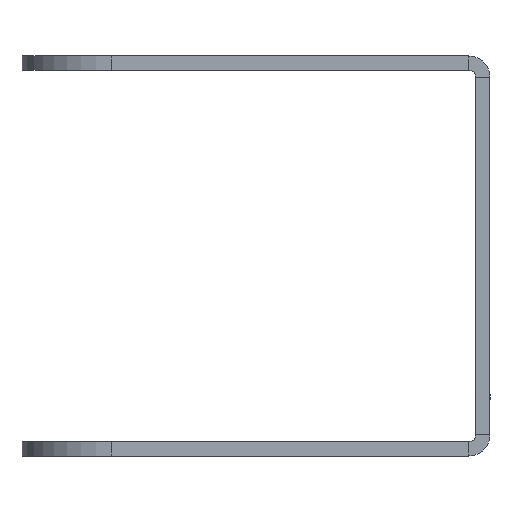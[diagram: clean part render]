
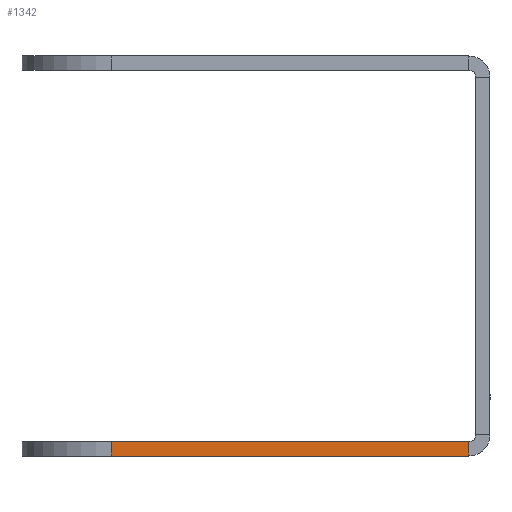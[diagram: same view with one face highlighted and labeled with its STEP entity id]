
A CAD part, left-side view. The second image highlights one B-rep face of the part: STEP entity #1342.
In plain terms, the highlighted planar face has unit normal (-1, 0, 0).
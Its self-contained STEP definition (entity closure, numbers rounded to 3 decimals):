
#97 = PLANE ( 'NONE',  #868 ) ;
#152 = VERTEX_POINT ( 'NONE', #1372 ) ;
#172 = LINE ( 'NONE', #841, #2066 ) ;
#225 = ORIENTED_EDGE ( 'NONE', *, *, #1837, .T. ) ;
#287 = LINE ( 'NONE', #1461, #477 ) ;
#290 = VERTEX_POINT ( 'NONE', #1561 ) ;
#307 = EDGE_LOOP ( 'NONE', ( #1816, #2160, #1670, #225 ) ) ;
#349 = LINE ( 'NONE', #547, #612 ) ;
#477 = VECTOR ( 'NONE', #2130, 1000. ) ;
#547 = CARTESIAN_POINT ( 'NONE',  ( -12.5, 0., -54. ) ) ;
#591 = CARTESIAN_POINT ( 'NONE',  ( -12.5, 0., -54. ) ) ;
#612 = VECTOR ( 'NONE', #740, 1000. ) ;
#641 = LINE ( 'NONE', #1518, #2159 ) ;
#740 = DIRECTION ( 'NONE',  ( 0., 0., -1. ) ) ;
#772 = DIRECTION ( 'NONE',  ( 1., 0., 0. ) ) ;
#815 = DIRECTION ( 'NONE',  ( 0., 0., -1. ) ) ;
#841 = CARTESIAN_POINT ( 'NONE',  ( -12.5, 62.5, -56. ) ) ;
#868 = AXIS2_PLACEMENT_3D ( 'NONE', #1424, #772, #933 ) ;
#933 = DIRECTION ( 'NONE',  ( 0., 1., 0. ) ) ;
#1065 = CARTESIAN_POINT ( 'NONE',  ( -12.5, 50., -54. ) ) ;
#1123 = EDGE_CURVE ( 'NONE', #1240, #152, #641, .T. ) ;
#1129 = FACE_OUTER_BOUND ( 'NONE', #307, .T. ) ;
#1240 = VERTEX_POINT ( 'NONE', #1065 ) ;
#1245 = EDGE_CURVE ( 'NONE', #1421, #290, #349, .T. ) ;
#1342 = ADVANCED_FACE ( 'NONE', ( #1129 ), #97, .F. ) ;
#1372 = CARTESIAN_POINT ( 'NONE',  ( -12.5, 50., -56. ) ) ;
#1421 = VERTEX_POINT ( 'NONE', #591 ) ;
#1424 = CARTESIAN_POINT ( 'NONE',  ( -12.5, 62.5, -56. ) ) ;
#1461 = CARTESIAN_POINT ( 'NONE',  ( -12.5, 62.5, -54. ) ) ;
#1518 = CARTESIAN_POINT ( 'NONE',  ( -12.5, 50., -54. ) ) ;
#1561 = CARTESIAN_POINT ( 'NONE',  ( -12.5, 0., -56. ) ) ;
#1670 = ORIENTED_EDGE ( 'NONE', *, *, #1245, .F. ) ;
#1816 = ORIENTED_EDGE ( 'NONE', *, *, #1123, .T. ) ;
#1837 = EDGE_CURVE ( 'NONE', #1421, #1240, #287, .T. ) ;
#2004 = DIRECTION ( 'NONE',  ( 0., 1., 0. ) ) ;
#2046 = EDGE_CURVE ( 'NONE', #290, #152, #172, .T. ) ;
#2066 = VECTOR ( 'NONE', #2004, 1000. ) ;
#2130 = DIRECTION ( 'NONE',  ( 0., 1., 0. ) ) ;
#2159 = VECTOR ( 'NONE', #815, 1000. ) ;
#2160 = ORIENTED_EDGE ( 'NONE', *, *, #2046, .F. ) ;
